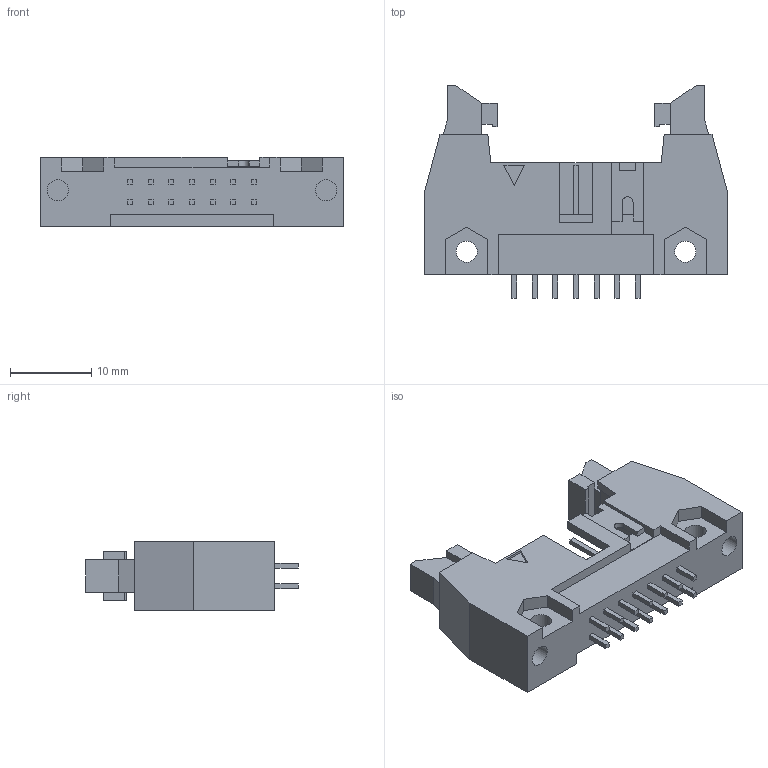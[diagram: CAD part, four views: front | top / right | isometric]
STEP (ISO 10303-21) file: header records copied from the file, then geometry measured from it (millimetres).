
FILE_DESCRIPTION(/* description */ (''),/* implementation_level */ '2;1');
FILE_NAME(/* name */ '100081388ugm000_b.stp',/* time_stamp */ '2016-01-07T15:07:03+01:00',/* author */ (''),/* organization */ (''),/* preprocessor_version */ 'ST-DEVELOPER v15',/* originating_system */ 'SIEMENS PLM Software NX 8.5',/* authorisation */ '');
FILE_SCHEMA (('AUTOMOTIVE_DESIGN { 1 0 10303 214 3 1 1 1 }'));
Length unit declared in the file: millimetre
Products named in the file (1): 100081388ugm000_b
Bounding box: 37.4 x 26.2 x 8.5 mm (x, y, z)
Volume: 3543.7 mm3; surface area: 3224.7 mm2
Topology: 1 solids, 1 shells, 240 faces, 611 edges, 404 vertices
Faces by surface type: plane 235, cylinder 5
Full cylindrical faces by diameter (mm): 2.6 x4
Entity records: 7810 total; most frequent: CARTESIAN_POINT 1252, ORIENTED_EDGE 1214, DIRECTION 1099, EDGE_CURVE 607, LINE 597, VECTOR 597, VERTEX_POINT 404, EDGE_LOOP 281
